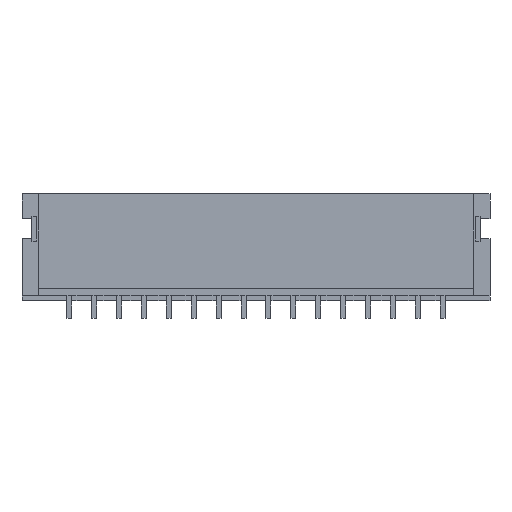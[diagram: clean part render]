
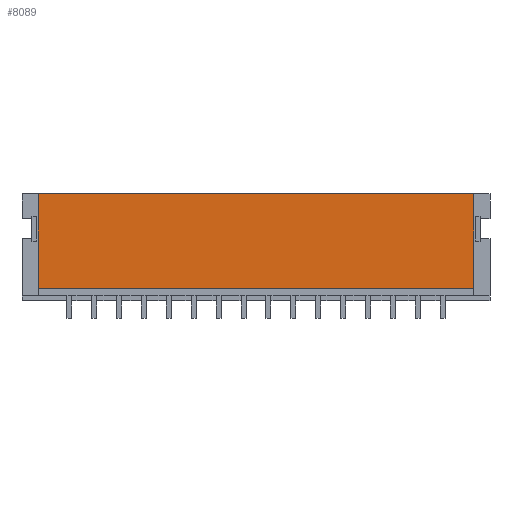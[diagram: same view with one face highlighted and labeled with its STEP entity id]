
A CAD part, front view. The second image highlights one B-rep face of the part: STEP entity #8089.
In plain terms, the highlighted planar face has unit normal (0, -1, 0).
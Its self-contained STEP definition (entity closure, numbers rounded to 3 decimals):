
#8009 = ORIENTED_EDGE ( 'NONE', *, *, #8010, .F. ) ;
#8010 = EDGE_CURVE ( 'NONE', #8011, #8092, #13351, .T. ) ;
#8011 = VERTEX_POINT ( 'NONE', #13347 ) ;
#8012 = ORIENTED_EDGE ( 'NONE', *, *, #8013, .T. ) ;
#8013 = EDGE_CURVE ( 'NONE', #8011, #8014, #13346, .T. ) ;
#8014 = VERTEX_POINT ( 'NONE', #13342 ) ;
#8015 = ORIENTED_EDGE ( 'NONE', *, *, #8016, .T. ) ;
#8016 = EDGE_CURVE ( 'NONE', #8014, #8093, #13340, .T. ) ;
#8089 = ADVANCED_FACE ( 'NONE', ( #13553 ), #13538, .F. ) ;
#8090 = ORIENTED_EDGE ( 'NONE', *, *, #8091, .F. ) ;
#8091 = EDGE_CURVE ( 'NONE', #8092, #8093, #13590, .T. ) ;
#8092 = VERTEX_POINT ( 'NONE', #13586 ) ;
#8093 = VERTEX_POINT ( 'NONE', #13585 ) ;
#8131 = EDGE_LOOP ( 'NONE', ( #8090, #8009, #8012, #8015 ) ) ;
#13337 = DIRECTION ( 'NONE',  ( -1., 0., 0. ) ) ;
#13338 = VECTOR ( 'NONE', #13337, 1000. ) ;
#13339 = CARTESIAN_POINT ( 'NONE',  ( 9.4, 0., 0. ) ) ;
#13340 = LINE ( 'NONE', #13339, #13338 ) ;
#13342 = CARTESIAN_POINT ( 'NONE',  ( 8.75, 0., 0. ) ) ;
#13343 = DIRECTION ( 'NONE',  ( 0., 0., 1. ) ) ;
#13344 = VECTOR ( 'NONE', #13343, 1000. ) ;
#13345 = CARTESIAN_POINT ( 'NONE',  ( 8.75, 0., -4.3 ) ) ;
#13346 = LINE ( 'NONE', #13345, #13344 ) ;
#13347 = CARTESIAN_POINT ( 'NONE',  ( 8.75, 0., -3.8 ) ) ;
#13348 = DIRECTION ( 'NONE',  ( -1., 0., 0. ) ) ;
#13349 = VECTOR ( 'NONE', #13348, 1000. ) ;
#13350 = CARTESIAN_POINT ( 'NONE',  ( 9.4, 0., -3.8 ) ) ;
#13351 = LINE ( 'NONE', #13350, #13349 ) ;
#13538 = PLANE ( 'NONE',  #13594 ) ;
#13553 = FACE_OUTER_BOUND ( 'NONE', #8131, .T. ) ;
#13585 = CARTESIAN_POINT ( 'NONE',  ( -8.75, 0., 0. ) ) ;
#13586 = CARTESIAN_POINT ( 'NONE',  ( -8.75, 0., -3.8 ) ) ;
#13587 = DIRECTION ( 'NONE',  ( 0., 0., 1. ) ) ;
#13588 = VECTOR ( 'NONE', #13587, 1000. ) ;
#13589 = CARTESIAN_POINT ( 'NONE',  ( -8.75, 0., -4.3 ) ) ;
#13590 = LINE ( 'NONE', #13589, #13588 ) ;
#13591 = DIRECTION ( 'NONE',  ( 0., 0., 1. ) ) ;
#13592 = DIRECTION ( 'NONE',  ( 0., 1., 0. ) ) ;
#13593 = CARTESIAN_POINT ( 'NONE',  ( 9.4, 0., -3.8 ) ) ;
#13594 = AXIS2_PLACEMENT_3D ( 'NONE', #13593, #13592, #13591 ) ;
